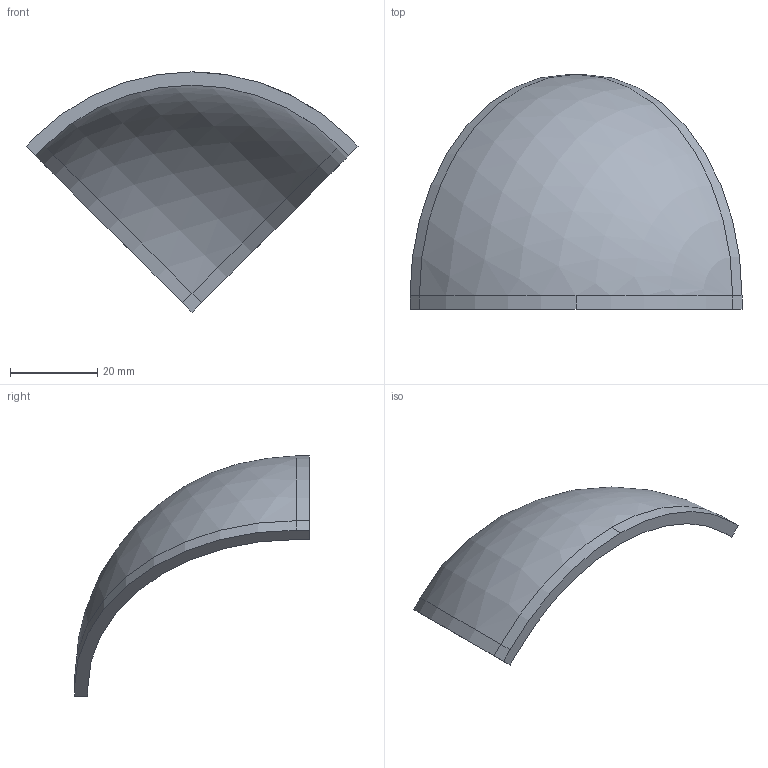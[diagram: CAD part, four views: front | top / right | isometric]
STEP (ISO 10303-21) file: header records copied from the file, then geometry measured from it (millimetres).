
FILE_DESCRIPTION (( 'STEP AP203' ), '1' );
FILE_NAME ('400408-2.STEP', '2024-01-21T20:01:10', ( '' ), ( '' ), 'SwSTEP 2.0', 'SolidWorks 2021', '' );
FILE_SCHEMA (( 'CONFIG_CONTROL_DESIGN' ));
Length unit declared in the file: inch
Products named in the file (1): 400408-2
Bounding box: 76.15 x 53.85 x 55.11 mm (x, y, z)
Volume: 13871.3 mm3; surface area: 9870.3 mm2
Topology: 1 solids, 1 shells, 19 faces, 47 edges, 28 vertices
Faces by surface type: plane 9, cylinder 8, sphere 2
Entity records: 626 total; most frequent: DIRECTION 101, CARTESIAN_POINT 93, ORIENTED_EDGE 90, EDGE_CURVE 45, AXIS2_PLACEMENT_3D 36, LINE 29, VECTOR 29, VERTEX_POINT 28
